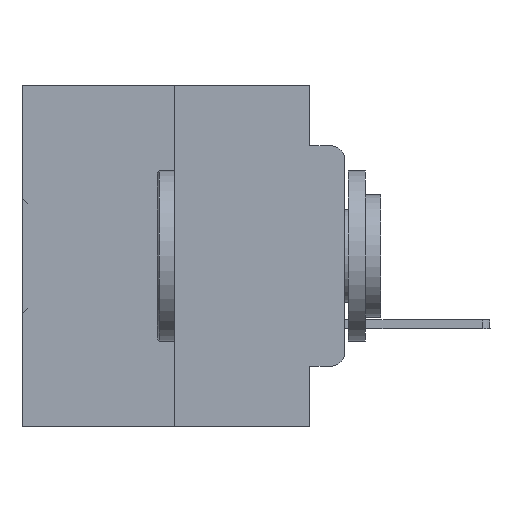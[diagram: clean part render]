
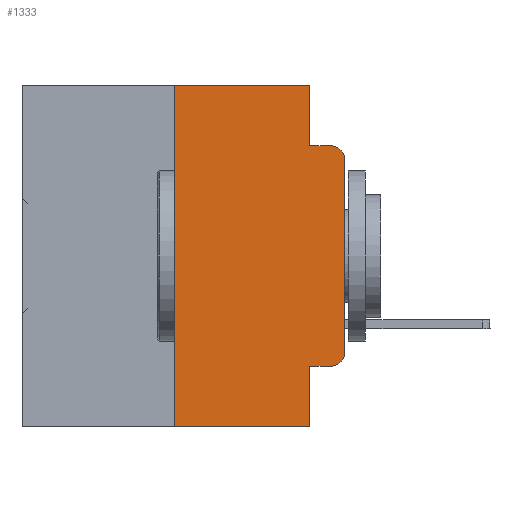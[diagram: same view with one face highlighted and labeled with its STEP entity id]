
A CAD part, left-side view. The second image highlights one B-rep face of the part: STEP entity #1333.
In plain terms, the highlighted planar face has unit normal (-1, 0, 0).
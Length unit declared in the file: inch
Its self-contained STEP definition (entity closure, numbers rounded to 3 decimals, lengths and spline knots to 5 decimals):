
#662 = LINE ( 'NONE', #13699, #14543 ) ;
#742 = ORIENTED_EDGE ( 'NONE', *, *, #14286, .T. ) ;
#1255 = DIRECTION ( 'NONE',  ( 1., 0., 0. ) ) ;
#1333 = ADVANCED_FACE ( 'NONE', ( #17962 ), #17311, .F. ) ;
#2021 = EDGE_CURVE ( 'NONE', #25118, #13157, #3662, .T. ) ;
#2165 = LINE ( 'NONE', #22127, #3811 ) ;
#2650 = DIRECTION ( 'NONE',  ( 0., 0., 1. ) ) ;
#2666 = ORIENTED_EDGE ( 'NONE', *, *, #23492, .F. ) ;
#3662 = LINE ( 'NONE', #30300, #30602 ) ;
#3716 = CARTESIAN_POINT ( 'NONE',  ( 0., 0.473, 0. ) ) ;
#3811 = VECTOR ( 'NONE', #25509, 39.37008 ) ;
#3813 = CARTESIAN_POINT ( 'NONE',  ( 0., 0.473, 0. ) ) ;
#4628 = ORIENTED_EDGE ( 'NONE', *, *, #16518, .T. ) ;
#4680 = VERTEX_POINT ( 'NONE', #31412 ) ;
#4965 = ORIENTED_EDGE ( 'NONE', *, *, #33046, .F. ) ;
#5904 = CARTESIAN_POINT ( 'NONE',  ( 0., 0., -0.1085 ) ) ;
#6145 = AXIS2_PLACEMENT_3D ( 'NONE', #9152, #30721, #23068 ) ;
#6963 = VECTOR ( 'NONE', #31326, 39.37008 ) ;
#7256 = CIRCLE ( 'NONE', #6145, 0.02 ) ;
#7260 = ORIENTED_EDGE ( 'NONE', *, *, #20064, .T. ) ;
#7488 = EDGE_CURVE ( 'NONE', #4680, #25118, #32461, .T. ) ;
#9074 = VERTEX_POINT ( 'NONE', #27244 ) ;
#9101 = VECTOR ( 'NONE', #14615, 39.37008 ) ;
#9152 = CARTESIAN_POINT ( 'NONE',  ( 0., 0.02, -0.1085 ) ) ;
#9468 = AXIS2_PLACEMENT_3D ( 'NONE', #3813, #1255, #16945 ) ;
#9604 = DIRECTION ( 'NONE',  ( 0., 0., -1. ) ) ;
#9712 = ORIENTED_EDGE ( 'NONE', *, *, #17305, .T. ) ;
#10859 = VERTEX_POINT ( 'NONE', #19867 ) ;
#12478 = CARTESIAN_POINT ( 'NONE',  ( 0., 0.051, 0. ) ) ;
#13157 = VERTEX_POINT ( 'NONE', #15413 ) ;
#13186 = EDGE_CURVE ( 'NONE', #25173, #4680, #20501, .T. ) ;
#13699 = CARTESIAN_POINT ( 'NONE',  ( 0., 0., 0. ) ) ;
#14033 = DIRECTION ( 'NONE',  ( 0., -1., 0. ) ) ;
#14135 = CARTESIAN_POINT ( 'NONE',  ( 0., 0.051, -0.4115 ) ) ;
#14267 = VERTEX_POINT ( 'NONE', #5904 ) ;
#14286 = EDGE_CURVE ( 'NONE', #32321, #17739, #30545, .T. ) ;
#14543 = VECTOR ( 'NONE', #2650, 39.37008 ) ;
#14615 = DIRECTION ( 'NONE',  ( 0., 0., -1. ) ) ;
#15413 = CARTESIAN_POINT ( 'NONE',  ( 0., 0.051, -0.0885 ) ) ;
#15612 = ORIENTED_EDGE ( 'NONE', *, *, #13186, .F. ) ;
#15838 = ORIENTED_EDGE ( 'NONE', *, *, #7488, .F. ) ;
#16518 = EDGE_CURVE ( 'NONE', #14267, #18267, #7256, .T. ) ;
#16637 = LINE ( 'NONE', #34658, #28509 ) ;
#16651 = VECTOR ( 'NONE', #26034, 39.37008 ) ;
#16863 = DIRECTION ( 'NONE',  ( 0., 0., -1. ) ) ;
#16945 = DIRECTION ( 'NONE',  ( 0., 0., -1. ) ) ;
#17305 = EDGE_CURVE ( 'NONE', #17739, #10859, #31607, .T. ) ;
#17311 = PLANE ( 'NONE',  #9468 ) ;
#17336 = CARTESIAN_POINT ( 'NONE',  ( 0., 0.051, -0.4115 ) ) ;
#17739 = VERTEX_POINT ( 'NONE', #29773 ) ;
#17833 = CARTESIAN_POINT ( 'NONE',  ( 0., 0.02, -0.3915 ) ) ;
#17962 = FACE_OUTER_BOUND ( 'NONE', #26776, .T. ) ;
#18267 = VERTEX_POINT ( 'NONE', #23281 ) ;
#18783 = LINE ( 'NONE', #12478, #9101 ) ;
#19409 = VECTOR ( 'NONE', #14033, 39.37008 ) ;
#19867 = CARTESIAN_POINT ( 'NONE',  ( 0., 0., -0.3915 ) ) ;
#20064 = EDGE_CURVE ( 'NONE', #25173, #9074, #16637, .T. ) ;
#20501 = LINE ( 'NONE', #28422, #16651 ) ;
#22127 = CARTESIAN_POINT ( 'NONE',  ( 0., 0.051, -0.0885 ) ) ;
#22902 = DIRECTION ( 'NONE',  ( -1., 0., 0. ) ) ;
#23068 = DIRECTION ( 'NONE',  ( 0., 0., -1. ) ) ;
#23281 = CARTESIAN_POINT ( 'NONE',  ( 0., 0.02, -0.0885 ) ) ;
#23492 = EDGE_CURVE ( 'NONE', #13157, #18267, #2165, .T. ) ;
#24419 = CARTESIAN_POINT ( 'NONE',  ( 0., 0.051, 0. ) ) ;
#25118 = VERTEX_POINT ( 'NONE', #24419 ) ;
#25173 = VERTEX_POINT ( 'NONE', #26373 ) ;
#25509 = DIRECTION ( 'NONE',  ( 0., -1., 0. ) ) ;
#26034 = DIRECTION ( 'NONE',  ( 0., 0., 1. ) ) ;
#26373 = CARTESIAN_POINT ( 'NONE',  ( 0., 0.25, -0.5 ) ) ;
#26776 = EDGE_LOOP ( 'NONE', ( #31331, #4628, #2666, #30946, #15838, #15612, #7260, #4965, #742, #9712 ) ) ;
#27155 = EDGE_CURVE ( 'NONE', #10859, #14267, #662, .T. ) ;
#27244 = CARTESIAN_POINT ( 'NONE',  ( 0., 0.051, -0.5 ) ) ;
#28422 = CARTESIAN_POINT ( 'NONE',  ( 0., 0.25, 0. ) ) ;
#28509 = VECTOR ( 'NONE', #32165, 39.37008 ) ;
#29773 = CARTESIAN_POINT ( 'NONE',  ( 0., 0.02, -0.4115 ) ) ;
#30300 = CARTESIAN_POINT ( 'NONE',  ( 0., 0.051, 0. ) ) ;
#30545 = LINE ( 'NONE', #14135, #6963 ) ;
#30602 = VECTOR ( 'NONE', #16863, 39.37008 ) ;
#30721 = DIRECTION ( 'NONE',  ( -1., 0., 0. ) ) ;
#30946 = ORIENTED_EDGE ( 'NONE', *, *, #2021, .F. ) ;
#30990 = AXIS2_PLACEMENT_3D ( 'NONE', #17833, #22902, #9604 ) ;
#31326 = DIRECTION ( 'NONE',  ( 0., -1., 0. ) ) ;
#31331 = ORIENTED_EDGE ( 'NONE', *, *, #27155, .T. ) ;
#31412 = CARTESIAN_POINT ( 'NONE',  ( 0., 0.25, 0. ) ) ;
#31607 = CIRCLE ( 'NONE', #30990, 0.02 ) ;
#32165 = DIRECTION ( 'NONE',  ( 0., -1., 0. ) ) ;
#32321 = VERTEX_POINT ( 'NONE', #17336 ) ;
#32461 = LINE ( 'NONE', #3716, #19409 ) ;
#33046 = EDGE_CURVE ( 'NONE', #32321, #9074, #18783, .T. ) ;
#34658 = CARTESIAN_POINT ( 'NONE',  ( 0., 0.473, -0.5 ) ) ;
